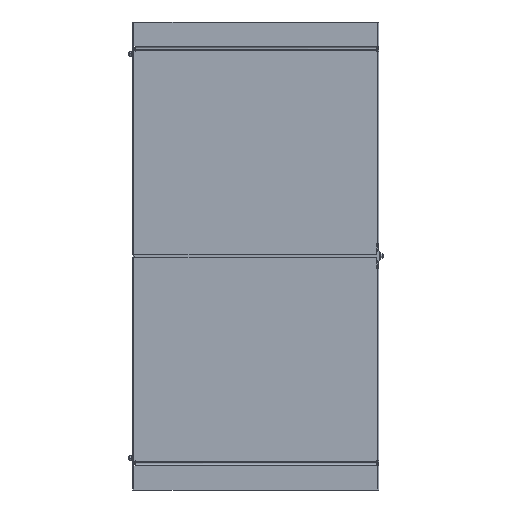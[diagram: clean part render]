
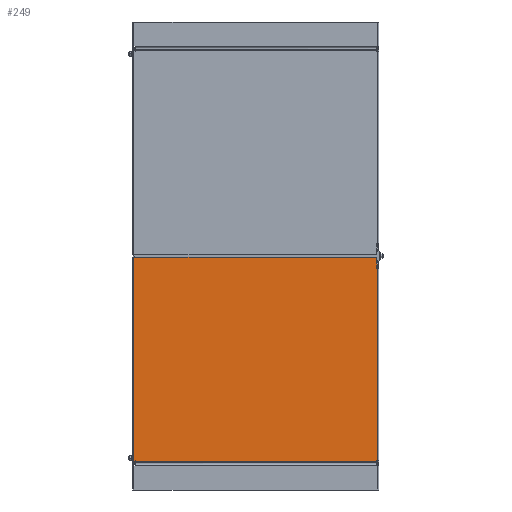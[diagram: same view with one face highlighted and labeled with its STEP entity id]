
A CAD part, front view. The second image highlights one B-rep face of the part: STEP entity #249.
In plain terms, the highlighted planar face has unit normal (0, -1, 0).
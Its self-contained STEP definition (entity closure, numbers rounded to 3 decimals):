
#249=ADVANCED_FACE('',(#1208),#15955,.T.);
#1208=FACE_OUTER_BOUND('',#2271,.T.);
#2271=EDGE_LOOP('',(#3996,#3997,#3998,#3999,#4000,#4001,#4002,#4003,#4004,
#4005,#4006));
#3996=ORIENTED_EDGE('',*,*,#8913,.T.);
#3997=ORIENTED_EDGE('',*,*,#8914,.T.);
#3998=ORIENTED_EDGE('',*,*,#8915,.T.);
#3999=ORIENTED_EDGE('',*,*,#8916,.T.);
#4000=ORIENTED_EDGE('',*,*,#8917,.T.);
#4001=ORIENTED_EDGE('',*,*,#8918,.T.);
#4002=ORIENTED_EDGE('',*,*,#8538,.F.);
#4003=ORIENTED_EDGE('',*,*,#8519,.F.);
#4004=ORIENTED_EDGE('',*,*,#8919,.T.);
#4005=ORIENTED_EDGE('',*,*,#9286,.T.);
#4006=ORIENTED_EDGE('',*,*,#8920,.T.);
#8519=EDGE_CURVE('',#13779,#13780,#12509,.T.);
#8538=EDGE_CURVE('',#13780,#13795,#11158,.T.);
#8913=EDGE_CURVE('',#14425,#14426,#12781,.T.);
#8914=EDGE_CURVE('',#14426,#14427,#12782,.T.);
#8915=EDGE_CURVE('',#14427,#14428,#12783,.T.);
#8916=EDGE_CURVE('',#14428,#14429,#12784,.T.);
#8917=EDGE_CURVE('',#14429,#14430,#12785,.T.);
#8918=EDGE_CURVE('',#14430,#13795,#12786,.T.);
#8919=EDGE_CURVE('',#13779,#14431,#12787,.T.);
#8920=EDGE_CURVE('',#14432,#14425,#12788,.T.);
#9286=EDGE_CURVE('',#14431,#14432,#11508,.T.);
#11158=(
BOUNDED_CURVE()
B_SPLINE_CURVE(1,(#25150,#25151),.UNSPECIFIED.,.F.,.F.)
B_SPLINE_CURVE_WITH_KNOTS((2,2),(-395.5,0.),.UNSPECIFIED.)
CURVE()
GEOMETRIC_REPRESENTATION_ITEM()
RATIONAL_B_SPLINE_CURVE((1.,1.))
REPRESENTATION_ITEM('')
);
#11508=(
BOUNDED_CURVE()
B_SPLINE_CURVE(2,(#26937,#26938,#26939),.UNSPECIFIED.,.F.,.F.)
B_SPLINE_CURVE_WITH_KNOTS((3,3),(0.,1.571),.UNSPECIFIED.)
CURVE()
GEOMETRIC_REPRESENTATION_ITEM()
RATIONAL_B_SPLINE_CURVE((1.,0.707,1.))
REPRESENTATION_ITEM('')
);
#12509=B_SPLINE_CURVE_WITH_KNOTS('',1,(#25104,#25105),.UNSPECIFIED.,.F.,
 .F.,(2,2),(0.,1.5),.UNSPECIFIED.);
#12781=B_SPLINE_CURVE_WITH_KNOTS('',1,(#26044,#26045),.UNSPECIFIED.,.F.,
 .F.,(2,2),(0.,418.),.UNSPECIFIED.);
#12782=B_SPLINE_CURVE_WITH_KNOTS('',1,(#26046,#26047),.UNSPECIFIED.,.F.,
 .F.,(2,2),(-2.3,0.),.UNSPECIFIED.);
#12783=B_SPLINE_CURVE_WITH_KNOTS('',1,(#26048,#26049),.UNSPECIFIED.,.F.,
 .F.,(2,2),(-1.536,0.),.UNSPECIFIED.);
#12784=B_SPLINE_CURVE_WITH_KNOTS('',1,(#26050,#26051),.UNSPECIFIED.,.F.,
 .F.,(2,2),(0.,495.4),.UNSPECIFIED.);
#12785=B_SPLINE_CURVE_WITH_KNOTS('',1,(#26052,#26053),.UNSPECIFIED.,.F.,
 .F.,(2,2),(-1.536,0.),.UNSPECIFIED.);
#12786=B_SPLINE_CURVE_WITH_KNOTS('',1,(#26054,#26055),.UNSPECIFIED.,.F.,
 .F.,(2,2),(-2.3,0.),.UNSPECIFIED.);
#12787=B_SPLINE_CURVE_WITH_KNOTS('',1,(#26056,#26057),.UNSPECIFIED.,.F.,
 .F.,(2,2),(-21.5,0.),.UNSPECIFIED.);
#12788=B_SPLINE_CURVE_WITH_KNOTS('',1,(#26058,#26059),.UNSPECIFIED.,.F.,
 .F.,(2,2),(0.,497.5),.UNSPECIFIED.);
#13779=VERTEX_POINT('',#23814);
#13780=VERTEX_POINT('',#23815);
#13795=VERTEX_POINT('',#23830);
#14425=VERTEX_POINT('',#24460);
#14426=VERTEX_POINT('',#24461);
#14427=VERTEX_POINT('',#24462);
#14428=VERTEX_POINT('',#24463);
#14429=VERTEX_POINT('',#24464);
#14430=VERTEX_POINT('',#24465);
#14431=VERTEX_POINT('',#24466);
#14432=VERTEX_POINT('',#24467);
#15955=PLANE('',#16463);
#16463=AXIS2_PLACEMENT_3D('',#17436,#16937,$);
#16937=DIRECTION('',(0.,-1.,0.));
#17436=CARTESIAN_POINT('',(-300.001,-1.5,519.455));
#23814=CARTESIAN_POINT('',(248.5,-1.5,455.));
#23815=CARTESIAN_POINT('',(250.,-1.5,455.));
#23830=CARTESIAN_POINT('',(250.,-1.5,59.5));
#24460=CARTESIAN_POINT('',(-250.,-1.5,477.5));
#24461=CARTESIAN_POINT('',(-250.,-1.5,59.5));
#24462=CARTESIAN_POINT('',(-247.7,-1.5,59.5));
#24463=CARTESIAN_POINT('',(-247.7,-1.5,57.964));
#24464=CARTESIAN_POINT('',(247.7,-1.5,57.964));
#24465=CARTESIAN_POINT('',(247.7,-1.5,59.5));
#24466=CARTESIAN_POINT('',(248.5,-1.5,476.5));
#24467=CARTESIAN_POINT('',(247.5,-1.5,477.5));
#25104=CARTESIAN_POINT('',(248.5,-1.5,455.));
#25105=CARTESIAN_POINT('',(250.,-1.5,455.));
#25150=CARTESIAN_POINT('',(250.,-1.5,455.));
#25151=CARTESIAN_POINT('',(250.,-1.5,59.5));
#26044=CARTESIAN_POINT('',(-250.,-1.5,477.5));
#26045=CARTESIAN_POINT('',(-250.,-1.5,59.5));
#26046=CARTESIAN_POINT('',(-250.,-1.5,59.5));
#26047=CARTESIAN_POINT('',(-247.7,-1.5,59.5));
#26048=CARTESIAN_POINT('',(-247.7,-1.5,59.5));
#26049=CARTESIAN_POINT('',(-247.7,-1.5,57.964));
#26050=CARTESIAN_POINT('',(-247.7,-1.5,57.964));
#26051=CARTESIAN_POINT('',(247.7,-1.5,57.964));
#26052=CARTESIAN_POINT('',(247.7,-1.5,57.964));
#26053=CARTESIAN_POINT('',(247.7,-1.5,59.5));
#26054=CARTESIAN_POINT('',(247.7,-1.5,59.5));
#26055=CARTESIAN_POINT('',(250.,-1.5,59.5));
#26056=CARTESIAN_POINT('',(248.5,-1.5,455.));
#26057=CARTESIAN_POINT('',(248.5,-1.5,476.5));
#26058=CARTESIAN_POINT('',(247.5,-1.5,477.5));
#26059=CARTESIAN_POINT('',(-250.,-1.5,477.5));
#26937=CARTESIAN_POINT('',(248.5,-1.5,476.5));
#26938=CARTESIAN_POINT('',(248.5,-1.5,477.5));
#26939=CARTESIAN_POINT('',(247.5,-1.5,477.5));
